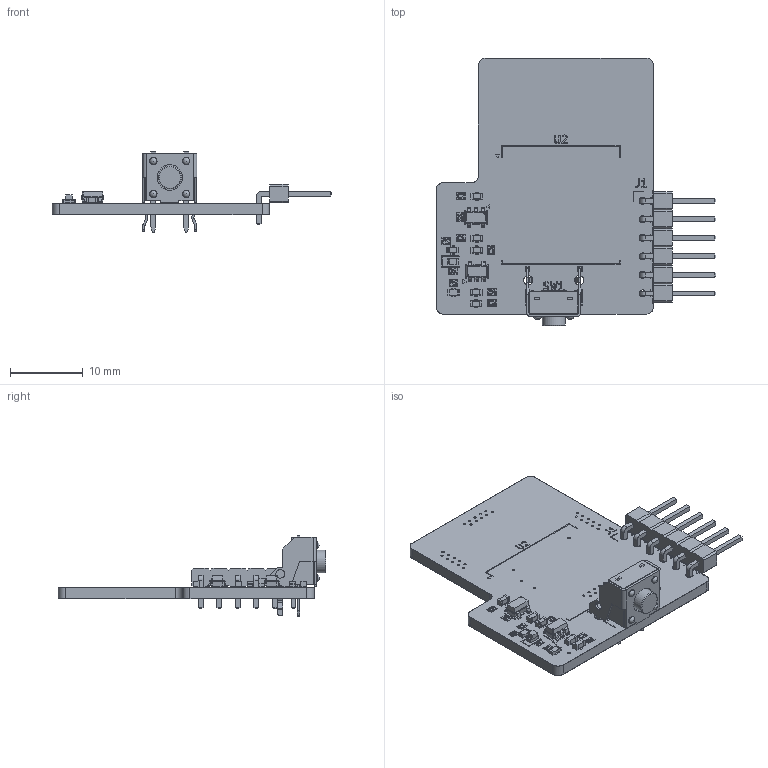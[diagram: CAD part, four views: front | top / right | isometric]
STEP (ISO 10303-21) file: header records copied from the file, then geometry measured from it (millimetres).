
FILE_DESCRIPTION(('KiCad electronic assembly'),'2;1');
FILE_NAME('L80 GPS daughter board v1.step','2026-02-10T10:42:17',( 'Pcbnew'),('Kicad'),'Open CASCADE STEP processor 7.8', 'KiCad to STEP converter','Unknown');
FILE_SCHEMA(('AUTOMOTIVE_DESIGN { 1 0 10303 214 1 1 1 1 }'));
Length unit declared in the file: millimetre
Products named in the file (12): L80 GPS daughter board v1 1; C_0603_1608Metric; R_0603_1608Metric; LED_0603_1608Metric; SW_Tactile_SPST_Angled_PTS645Vx39-2LFS; SOT-23-5; PinHeader_1x06_P2.54mm_Horizontal; L80 GPS daughter board v1_silkscreen; L80 GPS daughter board v1_soldermask; L80 GPS daughter board v1_PCB; L80 GPS daughter board v1 2
Assembly tree (16 placements, depth 2):
  L80 GPS daughter board v1 1
    C_0603_1608Metric  x5
    R_0603_1608Metric  x2
    LED_0603_1608Metric
    SW_Tactile_SPST_Angled_PTS645Vx39-2LFS
    SOT-23-5  x2
    PinHeader_1x06_P2.54mm_Horizontal
    L80 GPS daughter board v1_silkscreen
    L80 GPS daughter board v1_soldermask
    L80 GPS daughter board v1_soldermask
    L80 GPS daughter board v1_PCB
  L80 GPS daughter board v1 2
Bounding box: 38.38 x 36.71 x 11 mm (x, y, z)
Volume: 1724.7 mm3; surface area: 4924.3 mm2
Topology: 13 solids, 70 shells, 875 faces, 3064 edges, 2312 vertices
Faces by surface type: plane 605, cylinder 233, bspline 32, sphere 4, torus 1
Full cylindrical faces by diameter (mm): 0.3 x51, 0.8 x4, 0.99 x2, 1 x10, 1.2 x2, 1.3 x2, 3.14 x1, 3.5 x1
Entity records: 30653 total; most frequent: CARTESIAN_POINT 5063, DIRECTION 4294, ORIENTED_EDGE 3945, EDGE_CURVE 2434, VERTEX_POINT 1905, LINE 1798, VECTOR 1798, AXIS2_PLACEMENT_3D 1248
